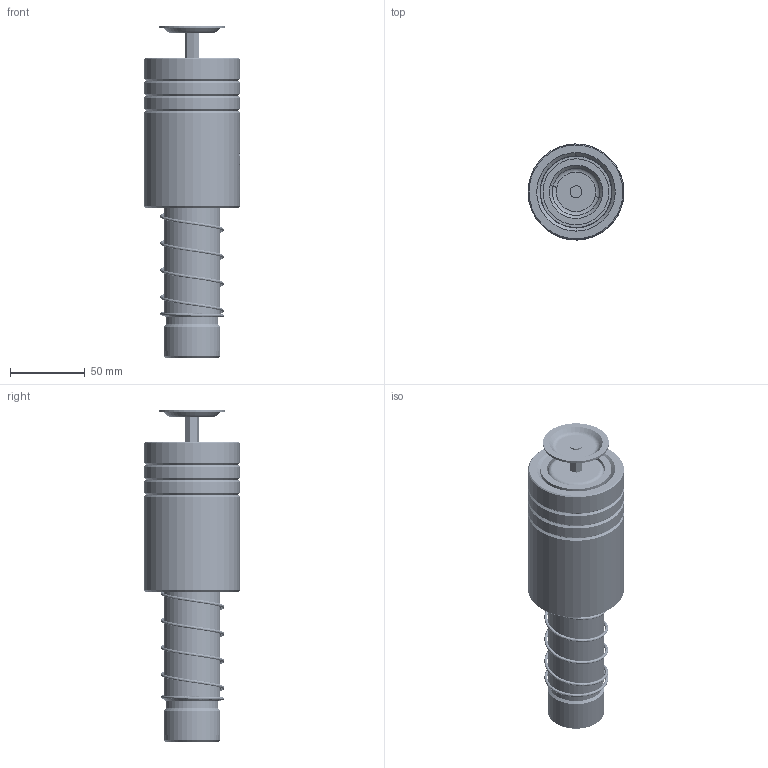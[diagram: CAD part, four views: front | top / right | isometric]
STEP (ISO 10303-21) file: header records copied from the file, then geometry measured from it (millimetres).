
FILE_DESCRIPTION (( 'STEP AP214' ), '1' );
FILE_NAME ('EMJH EMSH-D38-L200(BL-100).STEP', '2021-09-23T01:24:53', ( '' ), ( '' ), 'SwSTEP 2.0', 'SolidWorks 2016', '' );
FILE_SCHEMA (( 'AUTOMOTIVE_DESIGN' ));
Length unit declared in the file: millimetre
Products named in the file (301): GTM-M16蹟簽 -; BALL-D5; GTM-44; TBB-D64-d48-L100; EMJH EMSH-D38-L200(BL-100); GTM-44郪蚾; BSH-D47.5-38.5-L90郪蚾; GTM-3-縐种; MGM-D38-L200; HWP-D42.5-d38.5-L70; BSH-47.5-38.5-L90
Assembly tree (294 placements, depth 3):
  BALL-D5
  BALL-D5
  BALL-D5
  BALL-D5
  BALL-D5
Bounding box: 63.99 x 63.98 x 221.52 mm (x, y, z)
Volume: 413129.6 mm3; surface area: 142470.9 mm2
Topology: 287 solids, 287 shells, 1287 faces, 5515 edges, 3668 vertices
Faces by surface type: sphere 1120, cylinder 52, plane 40, cone 32, torus 22, bspline 21
Entity records: 60634 total; most frequent: CARTESIAN_POINT 36269, ORIENTED_EDGE 4288, DIRECTION 3627, EDGE_CURVE 2144, AXIS2_PLACEMENT_3D 1729, VERTEX_POINT 1408, EDGE_LOOP 1274, B_SPLINE_CURVE_WITH_KNOTS 1236
